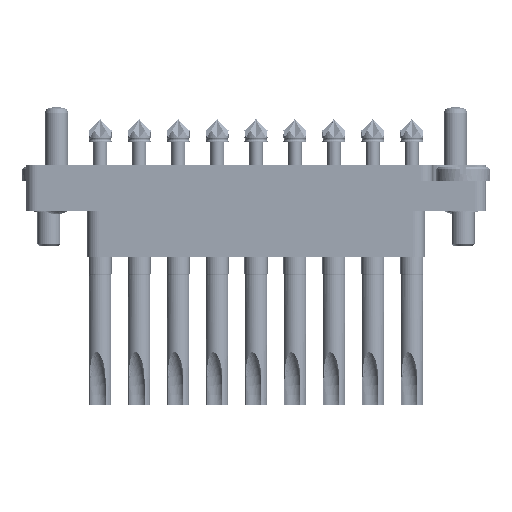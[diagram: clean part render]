
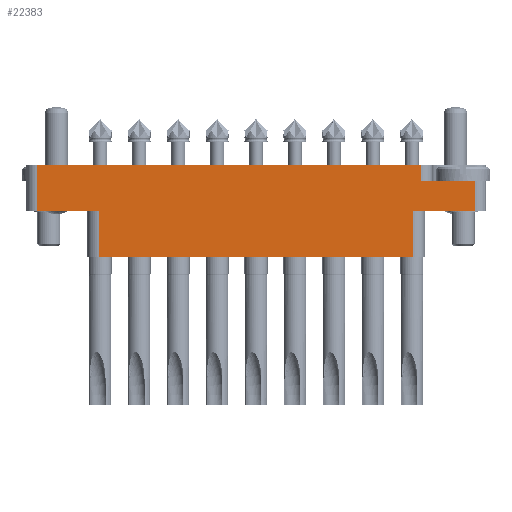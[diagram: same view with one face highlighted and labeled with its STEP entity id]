
A CAD part, left-side view. The second image highlights one B-rep face of the part: STEP entity #22383.
In plain terms, the highlighted planar face has unit normal (-1, 0, 0).
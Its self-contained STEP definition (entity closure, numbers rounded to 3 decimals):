
#116 = CARTESIAN_POINT ( 'NONE',  ( -14.35, 28.5, -6. ) ) ;
#417 = CARTESIAN_POINT ( 'NONE',  ( -14.35, 20.5, -6. ) ) ;
#709 = DIRECTION ( 'NONE',  ( 0., -1., 0. ) ) ;
#873 = CARTESIAN_POINT ( 'NONE',  ( -14.35, 20.5, -12. ) ) ;
#1568 = VECTOR ( 'NONE', #709, 1000. ) ;
#1671 = VERTEX_POINT ( 'NONE', #26921 ) ;
#1958 = ORIENTED_EDGE ( 'NONE', *, *, #1994, .T. ) ;
#1994 = EDGE_CURVE ( 'NONE', #23153, #13849, #9174, .T. ) ;
#2113 = VERTEX_POINT ( 'NONE', #3525 ) ;
#2177 = CARTESIAN_POINT ( 'NONE',  ( -14.35, 28.5, -6. ) ) ;
#2188 = ORIENTED_EDGE ( 'NONE', *, *, #9702, .T. ) ;
#3390 = LINE ( 'NONE', #873, #15335 ) ;
#3525 = CARTESIAN_POINT ( 'NONE',  ( -14.35, -21.5, -2.1 ) ) ;
#5023 = CARTESIAN_POINT ( 'NONE',  ( -14.35, 20.5, -12. ) ) ;
#5551 = ORIENTED_EDGE ( 'NONE', *, *, #22883, .T. ) ;
#5763 = ORIENTED_EDGE ( 'NONE', *, *, #20095, .T. ) ;
#5980 = EDGE_LOOP ( 'NONE', ( #20039, #5551, #27636, #2188, #1958, #20330, #24510, #26556, #6622, #5763 ) ) ;
#6302 = EDGE_CURVE ( 'NONE', #24214, #23571, #25507, .T. ) ;
#6622 = ORIENTED_EDGE ( 'NONE', *, *, #6302, .T. ) ;
#6645 = VECTOR ( 'NONE', #17938, 1000. ) ;
#6843 = VECTOR ( 'NONE', #23451, 1000. ) ;
#8393 = VERTEX_POINT ( 'NONE', #5023 ) ;
#8682 = DIRECTION ( 'NONE',  ( 0., -1., 0. ) ) ;
#8854 = EDGE_CURVE ( 'NONE', #13849, #8393, #3390, .T. ) ;
#9005 = CARTESIAN_POINT ( 'NONE',  ( -14.35, -20.5, -6. ) ) ;
#9027 = CARTESIAN_POINT ( 'NONE',  ( -14.35, -20.5, -6. ) ) ;
#9174 = LINE ( 'NONE', #21936, #1568 ) ;
#9702 = EDGE_CURVE ( 'NONE', #24049, #23153, #14785, .T. ) ;
#10675 = VECTOR ( 'NONE', #14188, 1000. ) ;
#10831 = CARTESIAN_POINT ( 'NONE',  ( -14.35, -21.5, 0. ) ) ;
#11405 = LINE ( 'NONE', #9005, #6645 ) ;
#12184 = DIRECTION ( 'NONE',  ( 0., 0., -1. ) ) ;
#12484 = DIRECTION ( 'NONE',  ( -1., 0., 0. ) ) ;
#13022 = EDGE_CURVE ( 'NONE', #2113, #24405, #20348, .T. ) ;
#13705 = EDGE_CURVE ( 'NONE', #1671, #8393, #27502, .T. ) ;
#13849 = VERTEX_POINT ( 'NONE', #417 ) ;
#13997 = LINE ( 'NONE', #24752, #25932 ) ;
#14188 = DIRECTION ( 'NONE',  ( 0., 1., 0. ) ) ;
#14246 = CARTESIAN_POINT ( 'NONE',  ( -14.35, -28.5, -6. ) ) ;
#14262 = VERTEX_POINT ( 'NONE', #10831 ) ;
#14614 = CARTESIAN_POINT ( 'NONE',  ( -14.35, -28.5, -6. ) ) ;
#14785 = LINE ( 'NONE', #2177, #23263 ) ;
#15335 = VECTOR ( 'NONE', #12184, 1000. ) ;
#15487 = CARTESIAN_POINT ( 'NONE',  ( -14.35, -28.5, -2.1 ) ) ;
#16250 = CARTESIAN_POINT ( 'NONE',  ( -14.35, -30., -2.1 ) ) ;
#16412 = AXIS2_PLACEMENT_3D ( 'NONE', #20833, #12484, #25078 ) ;
#17938 = DIRECTION ( 'NONE',  ( 0., 0., 1. ) ) ;
#18581 = CARTESIAN_POINT ( 'NONE',  ( -14.35, 22., -12. ) ) ;
#19746 = VECTOR ( 'NONE', #25366, 1000. ) ;
#20039 = ORIENTED_EDGE ( 'NONE', *, *, #13022, .F. ) ;
#20095 = EDGE_CURVE ( 'NONE', #23571, #24405, #25282, .T. ) ;
#20214 = DIRECTION ( 'NONE',  ( 0., 0., 1. ) ) ;
#20272 = EDGE_CURVE ( 'NONE', #24049, #14262, #23867, .T. ) ;
#20330 = ORIENTED_EDGE ( 'NONE', *, *, #8854, .T. ) ;
#20348 = LINE ( 'NONE', #16250, #27830 ) ;
#20833 = CARTESIAN_POINT ( 'NONE',  ( -14.35, 30., -6. ) ) ;
#21728 = CARTESIAN_POINT ( 'NONE',  ( -14.35, 30., 0. ) ) ;
#21936 = CARTESIAN_POINT ( 'NONE',  ( -14.35, 30., -6. ) ) ;
#22383 = ADVANCED_FACE ( 'NONE', ( #25224 ), #23097, .T. ) ;
#22654 = VECTOR ( 'NONE', #8682, 1000. ) ;
#22883 = EDGE_CURVE ( 'NONE', #2113, #14262, #13997, .T. ) ;
#23097 = PLANE ( 'NONE',  #16412 ) ;
#23153 = VERTEX_POINT ( 'NONE', #116 ) ;
#23263 = VECTOR ( 'NONE', #23429, 1000. ) ;
#23429 = DIRECTION ( 'NONE',  ( 0., 0., -1. ) ) ;
#23451 = DIRECTION ( 'NONE',  ( 0., 0., 1. ) ) ;
#23571 = VERTEX_POINT ( 'NONE', #14614 ) ;
#23867 = LINE ( 'NONE', #21728, #22654 ) ;
#24049 = VERTEX_POINT ( 'NONE', #25900 ) ;
#24214 = VERTEX_POINT ( 'NONE', #9027 ) ;
#24405 = VERTEX_POINT ( 'NONE', #15487 ) ;
#24510 = ORIENTED_EDGE ( 'NONE', *, *, #13705, .F. ) ;
#24752 = CARTESIAN_POINT ( 'NONE',  ( -14.35, -21.5, 0. ) ) ;
#25078 = DIRECTION ( 'NONE',  ( 0., -1., 0. ) ) ;
#25224 = FACE_OUTER_BOUND ( 'NONE', #5980, .T. ) ;
#25282 = LINE ( 'NONE', #14246, #6843 ) ;
#25366 = DIRECTION ( 'NONE',  ( 0., -1., 0. ) ) ;
#25432 = EDGE_CURVE ( 'NONE', #1671, #24214, #11405, .T. ) ;
#25507 = LINE ( 'NONE', #25789, #19746 ) ;
#25789 = CARTESIAN_POINT ( 'NONE',  ( -14.35, 30., -6. ) ) ;
#25900 = CARTESIAN_POINT ( 'NONE',  ( -14.35, 28.5, 0. ) ) ;
#25932 = VECTOR ( 'NONE', #20214, 1000. ) ;
#26556 = ORIENTED_EDGE ( 'NONE', *, *, #25432, .T. ) ;
#26921 = CARTESIAN_POINT ( 'NONE',  ( -14.35, -20.5, -12. ) ) ;
#27001 = DIRECTION ( 'NONE',  ( 0., -1., 0. ) ) ;
#27502 = LINE ( 'NONE', #18581, #10675 ) ;
#27636 = ORIENTED_EDGE ( 'NONE', *, *, #20272, .F. ) ;
#27830 = VECTOR ( 'NONE', #27001, 1000. ) ;
